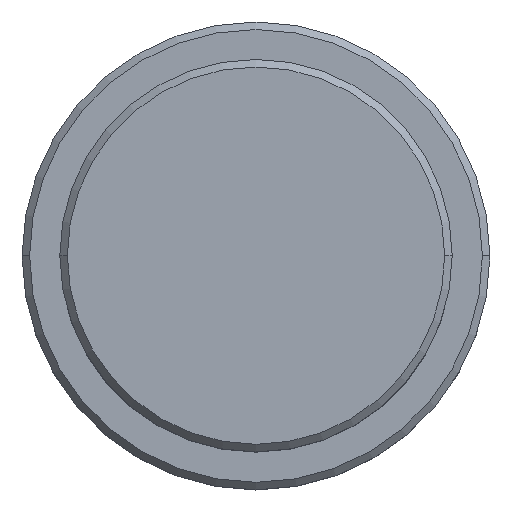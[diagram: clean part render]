
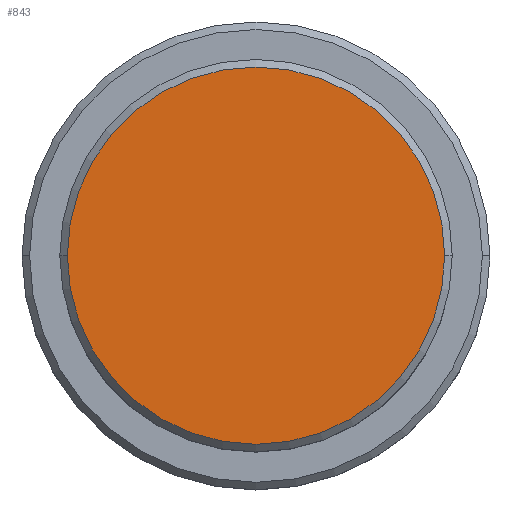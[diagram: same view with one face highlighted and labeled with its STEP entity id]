
A CAD part, top view. The second image highlights one B-rep face of the part: STEP entity #843.
In plain terms, the highlighted planar face has unit normal (0, 0, 1).
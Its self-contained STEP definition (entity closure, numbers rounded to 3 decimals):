
#28 = VERTEX_POINT ( 'NONE', #725 ) ;
#117 = ORIENTED_EDGE ( 'NONE', *, *, #1010, .T. ) ;
#122 = VERTEX_POINT ( 'NONE', #522 ) ;
#197 = CIRCLE ( 'NONE', #1002, 12.5 ) ;
#431 = DIRECTION ( 'NONE',  ( 1., 0., 0. ) ) ;
#522 = CARTESIAN_POINT ( 'NONE',  ( -12.5, 0., 0. ) ) ;
#584 = CARTESIAN_POINT ( 'NONE',  ( 0., 0., 0. ) ) ;
#655 = AXIS2_PLACEMENT_3D ( 'NONE', #584, #801, #1255 ) ;
#676 = CIRCLE ( 'NONE', #1319, 12.5 ) ;
#678 = EDGE_CURVE ( 'NONE', #28, #122, #197, .T. ) ;
#706 = PLANE ( 'NONE',  #655 ) ;
#725 = CARTESIAN_POINT ( 'NONE',  ( 12.5, 0., 0. ) ) ;
#727 = CARTESIAN_POINT ( 'NONE',  ( 0., 0., 0. ) ) ;
#801 = DIRECTION ( 'NONE',  ( 0., 0., 1. ) ) ;
#837 = DIRECTION ( 'NONE',  ( 0., 0., 1. ) ) ;
#843 = ADVANCED_FACE ( 'NONE', ( #1156 ), #706, .T. ) ;
#864 = DIRECTION ( 'NONE',  ( 1., 0., 0. ) ) ;
#1002 = AXIS2_PLACEMENT_3D ( 'NONE', #1080, #1064, #864 ) ;
#1010 = EDGE_CURVE ( 'NONE', #122, #28, #676, .T. ) ;
#1064 = DIRECTION ( 'NONE',  ( 0., 0., 1. ) ) ;
#1080 = CARTESIAN_POINT ( 'NONE',  ( 0., 0., 0. ) ) ;
#1156 = FACE_OUTER_BOUND ( 'NONE', #1392, .T. ) ;
#1165 = ORIENTED_EDGE ( 'NONE', *, *, #678, .T. ) ;
#1255 = DIRECTION ( 'NONE',  ( 1., 0., 0. ) ) ;
#1319 = AXIS2_PLACEMENT_3D ( 'NONE', #727, #837, #431 ) ;
#1392 = EDGE_LOOP ( 'NONE', ( #117, #1165 ) ) ;
